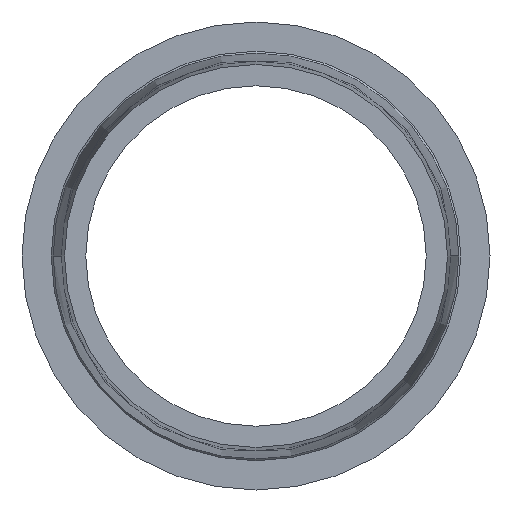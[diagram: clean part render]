
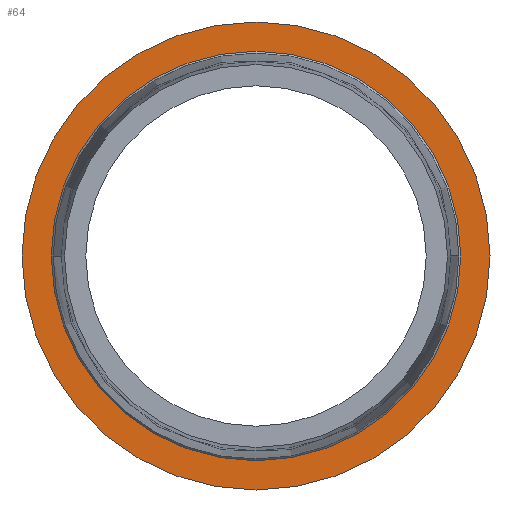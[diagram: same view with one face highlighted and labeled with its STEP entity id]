
A CAD part, left-side view. The second image highlights one B-rep face of the part: STEP entity #64.
In plain terms, the highlighted planar face has unit normal (-1, 0, 0).
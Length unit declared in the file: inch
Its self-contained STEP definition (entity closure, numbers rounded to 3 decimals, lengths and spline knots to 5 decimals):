
#1 = DIRECTION ( 'NONE',  ( 0., 1., 0. ) ) ;
#9 = EDGE_CURVE ( 'NONE', #443, #403, #423, .T. ) ;
#21 = AXIS2_PLACEMENT_3D ( 'NONE', #142, #521, #111 ) ;
#64 = ADVANCED_FACE ( 'NONE', ( #297, #208 ), #393, .T. ) ;
#72 = DIRECTION ( 'NONE',  ( -1., 0., 0. ) ) ;
#75 = EDGE_CURVE ( 'NONE', #403, #443, #351, .T. ) ;
#80 = CARTESIAN_POINT ( 'NONE',  ( -1.75, 0., 0. ) ) ;
#111 = DIRECTION ( 'NONE',  ( 0., 1., 0. ) ) ;
#127 = ORIENTED_EDGE ( 'NONE', *, *, #9, .T. ) ;
#131 = DIRECTION ( 'NONE',  ( 1., 0., 0. ) ) ;
#142 = CARTESIAN_POINT ( 'NONE',  ( -1.75, 0., 0. ) ) ;
#154 = ORIENTED_EDGE ( 'NONE', *, *, #421, .F. ) ;
#163 = DIRECTION ( 'NONE',  ( 0., -1., 0. ) ) ;
#165 = CARTESIAN_POINT ( 'NONE',  ( -1.75, 0., 0. ) ) ;
#172 = DIRECTION ( 'NONE',  ( 1., 0., 0. ) ) ;
#183 = DIRECTION ( 'NONE',  ( 0., 1., 0. ) ) ;
#196 = AXIS2_PLACEMENT_3D ( 'NONE', #480, #72, #163 ) ;
#197 = CIRCLE ( 'NONE', #365, 0.6875 ) ;
#206 = EDGE_CURVE ( 'NONE', #271, #344, #197, .T. ) ;
#208 = FACE_OUTER_BOUND ( 'NONE', #581, .T. ) ;
#245 = CARTESIAN_POINT ( 'NONE',  ( -1.75, 0., 0. ) ) ;
#251 = DIRECTION ( 'NONE',  ( 0., 1., 0. ) ) ;
#253 = AXIS2_PLACEMENT_3D ( 'NONE', #165, #131, #1 ) ;
#271 = VERTEX_POINT ( 'NONE', #312 ) ;
#297 = FACE_BOUND ( 'NONE', #427, .T. ) ;
#312 = CARTESIAN_POINT ( 'NONE',  ( -1.75, -0.6875, 0. ) ) ;
#340 = CIRCLE ( 'NONE', #253, 0.6875 ) ;
#344 = VERTEX_POINT ( 'NONE', #467 ) ;
#349 = ORIENTED_EDGE ( 'NONE', *, *, #75, .T. ) ;
#351 = CIRCLE ( 'NONE', #422, 0.6015 ) ;
#355 = CARTESIAN_POINT ( 'NONE',  ( -1.75, 0.6015, 0. ) ) ;
#365 = AXIS2_PLACEMENT_3D ( 'NONE', #80, #172, #183 ) ;
#382 = ORIENTED_EDGE ( 'NONE', *, *, #206, .F. ) ;
#393 = PLANE ( 'NONE',  #196 ) ;
#403 = VERTEX_POINT ( 'NONE', #409 ) ;
#409 = CARTESIAN_POINT ( 'NONE',  ( -1.75, -0.6015, 0. ) ) ;
#421 = EDGE_CURVE ( 'NONE', #344, #271, #340, .T. ) ;
#422 = AXIS2_PLACEMENT_3D ( 'NONE', #245, #576, #251 ) ;
#423 = CIRCLE ( 'NONE', #21, 0.6015 ) ;
#427 = EDGE_LOOP ( 'NONE', ( #127, #349 ) ) ;
#443 = VERTEX_POINT ( 'NONE', #355 ) ;
#467 = CARTESIAN_POINT ( 'NONE',  ( -1.75, 0.6875, 0. ) ) ;
#480 = CARTESIAN_POINT ( 'NONE',  ( -1.75, 0.6875, 0. ) ) ;
#521 = DIRECTION ( 'NONE',  ( 1., 0., 0. ) ) ;
#576 = DIRECTION ( 'NONE',  ( 1., 0., 0. ) ) ;
#581 = EDGE_LOOP ( 'NONE', ( #154, #382 ) ) ;
